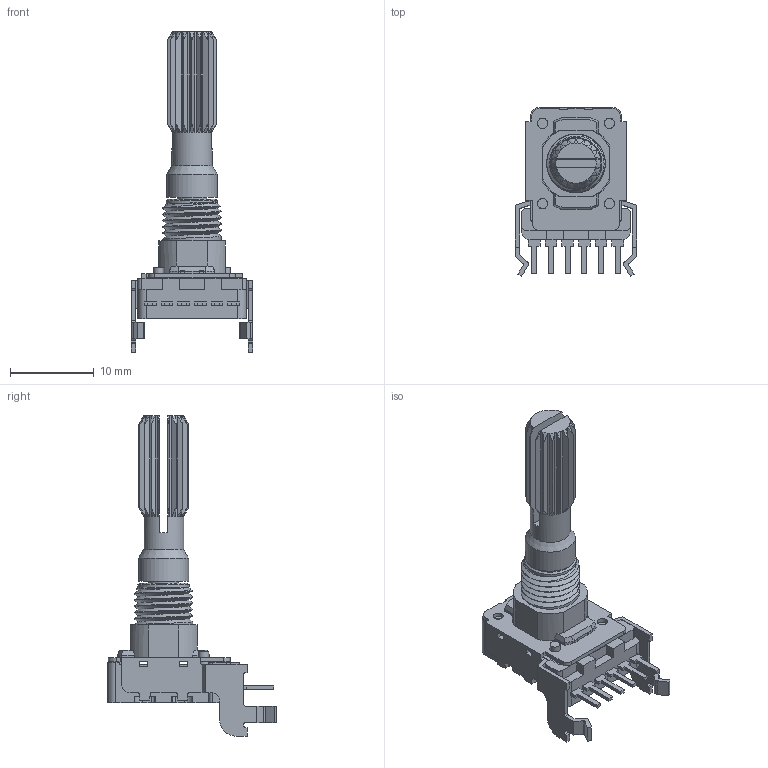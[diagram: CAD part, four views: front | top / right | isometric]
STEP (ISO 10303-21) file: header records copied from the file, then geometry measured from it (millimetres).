
FILE_DESCRIPTION((''),'2;1');
FILE_NAME('PRS12R-2X25K-RC.stp','2020-01-10T13:49:36',('kak13012'),(''),'Autodesk Inventor 2010','Autodesk Inventor 2010','');
FILE_SCHEMA(('AUTOMOTIVE_DESIGN { 1 0 10303 214 1 1 1 1 }'));
Length unit declared in the file: millimetre
Products named in the file (1): PRS12R-2X25K-RC
Bounding box: 14.5 x 20.2 x 38.3 mm (x, y, z)
Volume: 1298.9 mm3; surface area: 2720 mm2
Topology: 2 solids, 2 shells, 555 faces, 1578 edges, 1013 vertices
Faces by surface type: plane 357, cylinder 122, cone 45, bspline 28, sphere 2, torus 1
Full cylindrical faces by diameter (mm): 1.2 x2, 1.23 x6, 1.27 x1, 3.49 x1, 4.4 x1, 4.8 x1, 5.6 x1, 6 x1, 10 x1
Entity records: 18547 total; most frequent: CARTESIAN_POINT 4083, ORIENTED_EDGE 3106, DIRECTION 2878, EDGE_CURVE 1553, VECTOR 1086, LINE 1086, VERTEX_POINT 1009, AXIS2_PLACEMENT_3D 896
